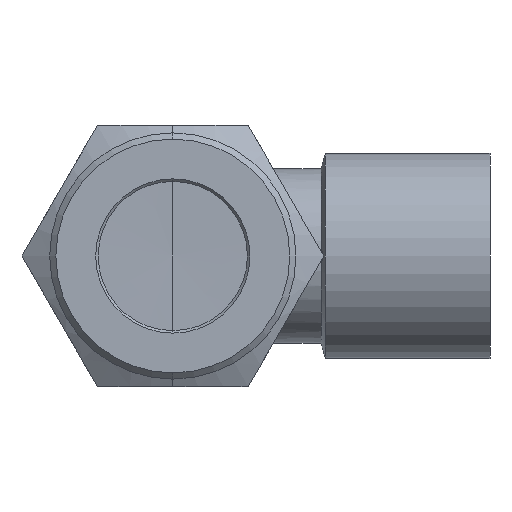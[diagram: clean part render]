
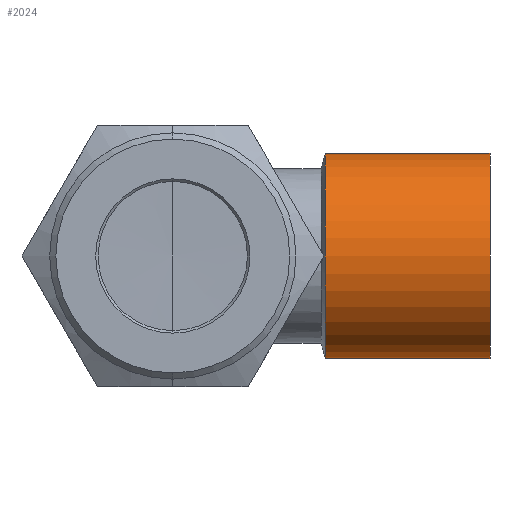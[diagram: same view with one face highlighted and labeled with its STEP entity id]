
A CAD part, left-side view. The second image highlights one B-rep face of the part: STEP entity #2024.
In plain terms, the highlighted cylindrical face has radius 8.25 mm (diameter 16.5 mm), a partial arc.
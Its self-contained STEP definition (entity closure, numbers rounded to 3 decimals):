
#45 = VERTEX_POINT ( 'NONE', #2791 ) ;
#64 = VERTEX_POINT ( 'NONE', #2810 ) ;
#69 = VERTEX_POINT ( 'NONE', #2815 ) ;
#70 = VERTEX_POINT ( 'NONE', #2816 ) ;
#152 = CARTESIAN_POINT ( 'NONE',  ( 0., 7.73, 8.25 ) ) ;
#153 = DIRECTION ( 'NONE',  ( 0., 1., 0. ) ) ;
#157 = DIRECTION ( 'NONE',  ( 0., 1., 0. ) ) ;
#163 = CARTESIAN_POINT ( 'NONE',  ( 0., 7.73, -8.25 ) ) ;
#344 = CIRCLE ( 'NONE', #2411, 8.25 ) ;
#412 = LINE ( 'NONE', #163, #419 ) ;
#414 = LINE ( 'NONE', #152, #416 ) ;
#416 = VECTOR ( 'NONE', #153, 1000. ) ;
#419 = VECTOR ( 'NONE', #157, 1000. ) ;
#495 = CIRCLE ( 'NONE', #2459, 8.25 ) ;
#1102 = EDGE_LOOP ( 'NONE', ( #1215, #1216, #1217, #1218 ) ) ;
#1215 = ORIENTED_EDGE ( 'NONE', *, *, #3245, .F. ) ;
#1216 = ORIENTED_EDGE ( 'NONE', *, *, #3190, .T. ) ;
#1217 = ORIENTED_EDGE ( 'NONE', *, *, #3243, .T. ) ;
#1218 = ORIENTED_EDGE ( 'NONE', *, *, #3306, .T. ) ;
#1356 = CARTESIAN_POINT ( 'NONE',  ( 0., 14.737, 0. ) ) ;
#1357 = DIRECTION ( 'NONE',  ( 0., -1., 0. ) ) ;
#1358 = DIRECTION ( 'NONE',  ( 0., 0., -1. ) ) ;
#1859 = CYLINDRICAL_SURFACE ( 'NONE', #2353, 8.25 ) ;
#1864 = FACE_OUTER_BOUND ( 'NONE', #1102, .T. ) ;
#2024 = ADVANCED_FACE ( 'NONE', ( #1864 ), #1859, .T. ) ;
#2353 = AXIS2_PLACEMENT_3D ( 'NONE', #2687, #2688, #2686 ) ;
#2411 = AXIS2_PLACEMENT_3D ( 'NONE', #2640, #2641, #2642 ) ;
#2459 = AXIS2_PLACEMENT_3D ( 'NONE', #1356, #1357, #1358 ) ;
#2640 = CARTESIAN_POINT ( 'NONE',  ( 0., 1.5, 0. ) ) ;
#2641 = DIRECTION ( 'NONE',  ( 0., 1., 0. ) ) ;
#2642 = DIRECTION ( 'NONE',  ( 0., 0., 1. ) ) ;
#2686 = DIRECTION ( 'NONE',  ( 0., 0., 1. ) ) ;
#2687 = CARTESIAN_POINT ( 'NONE',  ( 0., 7.73, 0. ) ) ;
#2688 = DIRECTION ( 'NONE',  ( 0., 1., 0. ) ) ;
#2791 = CARTESIAN_POINT ( 'NONE',  ( 0., 14.737, 8.25 ) ) ;
#2810 = CARTESIAN_POINT ( 'NONE',  ( 0., 1.5, 8.25 ) ) ;
#2815 = CARTESIAN_POINT ( 'NONE',  ( 0., 1.5, -8.25 ) ) ;
#2816 = CARTESIAN_POINT ( 'NONE',  ( 0., 14.737, -8.25 ) ) ;
#3190 = EDGE_CURVE ( 'NONE', #69, #64, #344, .T. ) ;
#3243 = EDGE_CURVE ( 'NONE', #64, #45, #414, .T. ) ;
#3245 = EDGE_CURVE ( 'NONE', #69, #70, #412, .T. ) ;
#3306 = EDGE_CURVE ( 'NONE', #45, #70, #495, .T. ) ;
